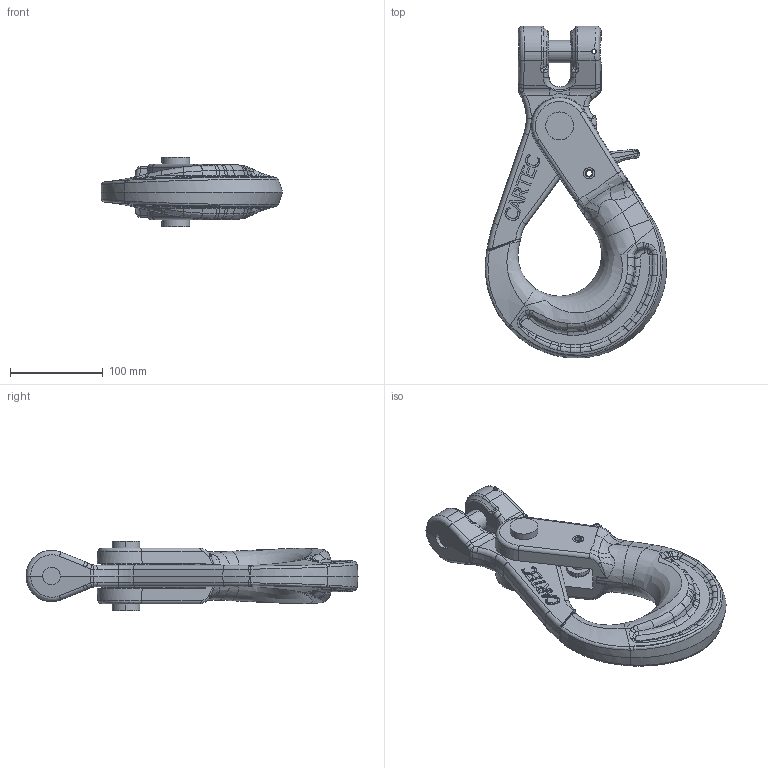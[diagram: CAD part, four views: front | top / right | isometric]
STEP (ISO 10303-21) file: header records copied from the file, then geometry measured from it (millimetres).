
FILE_DESCRIPTION(('STEP AP214'),'1');
FILE_NAME('crf_20.stp','2018-01-22T14:55:39',('TraceParts'),('TraceParts S.A.'),'Spatial InterOp 3D',' ',' ');
FILE_SCHEMA(('automotive_design'));
Length unit declared in the file: millimetre
Products named in the file (8): crf_20_1; crf_20_2; crf_20_3; crf_20_4; crf_20_5; crf_20_6; crf_20_7; crf_20_8
Bounding box: 194.93 x 357.01 x 75 mm (x, y, z)
Volume: 1352735.1 mm3; surface area: 180129.8 mm2
Topology: 8 solids, 8 shells, 769 faces, 2071 edges, 1283 vertices
Faces by surface type: bspline 429, plane 142, cylinder 122, torus 38, cone 26, sphere 12
Entity records: 74453 total; most frequent: CARTESIAN_POINT 51637, ORIENTED_EDGE 4066, DIRECTION 2518, EDGE_CURVE 2033, VERTEX_POINT 1283, AXIS2_PLACEMENT_3D 988, B_SPLINE_CURVE_WITH_KNOTS 851, EDGE_LOOP 800
